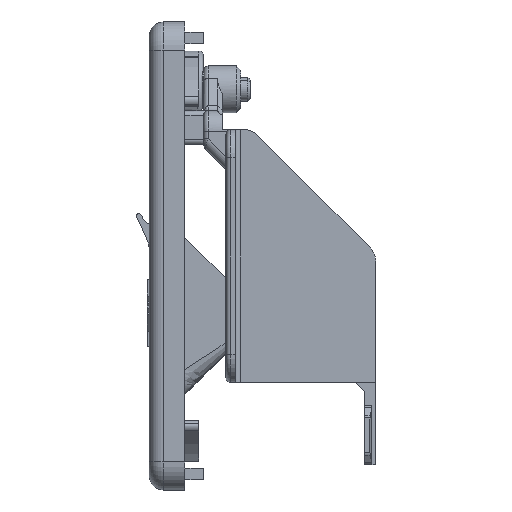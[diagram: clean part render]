
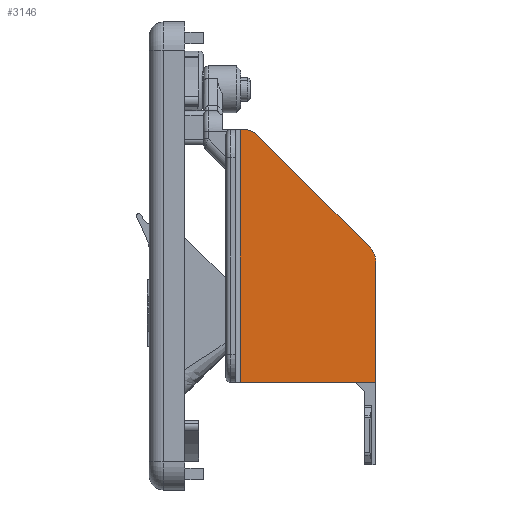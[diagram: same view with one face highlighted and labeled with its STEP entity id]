
A CAD part, left-side view. The second image highlights one B-rep face of the part: STEP entity #3146.
In plain terms, the highlighted planar face has unit normal (-1, 0, 0).
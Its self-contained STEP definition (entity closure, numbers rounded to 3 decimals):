
#1543 = CARTESIAN_POINT ( 'NONE',  ( -26., -0.643, 13.5 ) ) ;
#1867 = DIRECTION ( 'NONE',  ( 0., 0., -1. ) ) ;
#3146 = ADVANCED_FACE ( 'NONE', ( #3274 ), #34857, .F. ) ;
#3274 = FACE_OUTER_BOUND ( 'NONE', #16975, .T. ) ;
#4466 = DIRECTION ( 'NONE',  ( 0., 0.707, 0.707 ) ) ;
#6065 = CARTESIAN_POINT ( 'NONE',  ( -26., -14.7, -13.5 ) ) ;
#6581 = AXIS2_PLACEMENT_3D ( 'NONE', #25477, #7623, #56269 ) ;
#7623 = DIRECTION ( 'NONE',  ( -1., 0., 0. ) ) ;
#8390 = VERTEX_POINT ( 'NONE', #40942 ) ;
#10390 = CIRCLE ( 'NONE', #6581, 2. ) ;
#10471 = LINE ( 'NONE', #51343, #37761 ) ;
#10491 = EDGE_CURVE ( 'NONE', #39791, #26212, #10471, .T. ) ;
#13013 = ORIENTED_EDGE ( 'NONE', *, *, #32444, .F. ) ;
#13238 = EDGE_CURVE ( 'NONE', #8390, #26748, #45826, .T. ) ;
#16975 = EDGE_LOOP ( 'NONE', ( #13013, #53202, #21265, #42128, #50139, #49498, #43054 ) ) ;
#17555 = CARTESIAN_POINT ( 'NONE',  ( -26., -0.2, -13.5 ) ) ;
#17769 = VECTOR ( 'NONE', #4466, 1000. ) ;
#18290 = LINE ( 'NONE', #31965, #33707 ) ;
#18878 = CARTESIAN_POINT ( 'NONE',  ( -26., -14.7, 13.5 ) ) ;
#21265 = ORIENTED_EDGE ( 'NONE', *, *, #48526, .T. ) ;
#24019 = DIRECTION ( 'NONE',  ( 1., 0., 0. ) ) ;
#25477 = CARTESIAN_POINT ( 'NONE',  ( -26., -0.643, 11.5 ) ) ;
#26212 = VERTEX_POINT ( 'NONE', #17555 ) ;
#26748 = VERTEX_POINT ( 'NONE', #35164 ) ;
#27991 = VECTOR ( 'NONE', #50057, 1000. ) ;
#28018 = VERTEX_POINT ( 'NONE', #1543 ) ;
#29027 = CARTESIAN_POINT ( 'NONE',  ( -26., -2.057, 12.914 ) ) ;
#31965 = CARTESIAN_POINT ( 'NONE',  ( -26., -0.2, -13.5 ) ) ;
#32444 = EDGE_CURVE ( 'NONE', #8390, #39791, #39152, .T. ) ;
#32670 = EDGE_CURVE ( 'NONE', #42383, #28018, #10390, .T. ) ;
#33707 = VECTOR ( 'NONE', #37011, 1000. ) ;
#34090 = AXIS2_PLACEMENT_3D ( 'NONE', #55392, #24019, #54621 ) ;
#34857 = PLANE ( 'NONE',  #34090 ) ;
#35076 = DIRECTION ( 'NONE',  ( 0., 0., -1. ) ) ;
#35164 = CARTESIAN_POINT ( 'NONE',  ( -26., -14.114, 0.857 ) ) ;
#37011 = DIRECTION ( 'NONE',  ( 0., 0., -1. ) ) ;
#37761 = VECTOR ( 'NONE', #56662, 1000. ) ;
#39152 = LINE ( 'NONE', #6065, #45519 ) ;
#39445 = LINE ( 'NONE', #45313, #17769 ) ;
#39791 = VERTEX_POINT ( 'NONE', #40709 ) ;
#40709 = CARTESIAN_POINT ( 'NONE',  ( -26., -14.7, -13.5 ) ) ;
#40942 = CARTESIAN_POINT ( 'NONE',  ( -26., -14.7, -0.557 ) ) ;
#42128 = ORIENTED_EDGE ( 'NONE', *, *, #32670, .T. ) ;
#42252 = EDGE_CURVE ( 'NONE', #28018, #44236, #45543, .T. ) ;
#42383 = VERTEX_POINT ( 'NONE', #29027 ) ;
#43054 = ORIENTED_EDGE ( 'NONE', *, *, #10491, .F. ) ;
#44236 = VERTEX_POINT ( 'NONE', #45858 ) ;
#44462 = DIRECTION ( 'NONE',  ( -1., 0., 0. ) ) ;
#45313 = CARTESIAN_POINT ( 'NONE',  ( -26., -21.586, -6.614 ) ) ;
#45519 = VECTOR ( 'NONE', #1867, 1000. ) ;
#45543 = LINE ( 'NONE', #18878, #27991 ) ;
#45826 = CIRCLE ( 'NONE', #56609, 2. ) ;
#45858 = CARTESIAN_POINT ( 'NONE',  ( -26., -0.2, 13.5 ) ) ;
#48526 = EDGE_CURVE ( 'NONE', #26748, #42383, #39445, .T. ) ;
#49498 = ORIENTED_EDGE ( 'NONE', *, *, #58135, .T. ) ;
#50057 = DIRECTION ( 'NONE',  ( 0., 1., 0. ) ) ;
#50139 = ORIENTED_EDGE ( 'NONE', *, *, #42252, .T. ) ;
#51343 = CARTESIAN_POINT ( 'NONE',  ( -26., -14.7, -13.5 ) ) ;
#53202 = ORIENTED_EDGE ( 'NONE', *, *, #13238, .T. ) ;
#54621 = DIRECTION ( 'NONE',  ( 0., 0., -1. ) ) ;
#55392 = CARTESIAN_POINT ( 'NONE',  ( -26., -14.7, -13.5 ) ) ;
#56269 = DIRECTION ( 'NONE',  ( 0., 0., -1. ) ) ;
#56609 = AXIS2_PLACEMENT_3D ( 'NONE', #57400, #44462, #35076 ) ;
#56662 = DIRECTION ( 'NONE',  ( 0., 1., 0. ) ) ;
#57400 = CARTESIAN_POINT ( 'NONE',  ( -26., -12.7, -0.557 ) ) ;
#58135 = EDGE_CURVE ( 'NONE', #44236, #26212, #18290, .T. ) ;
